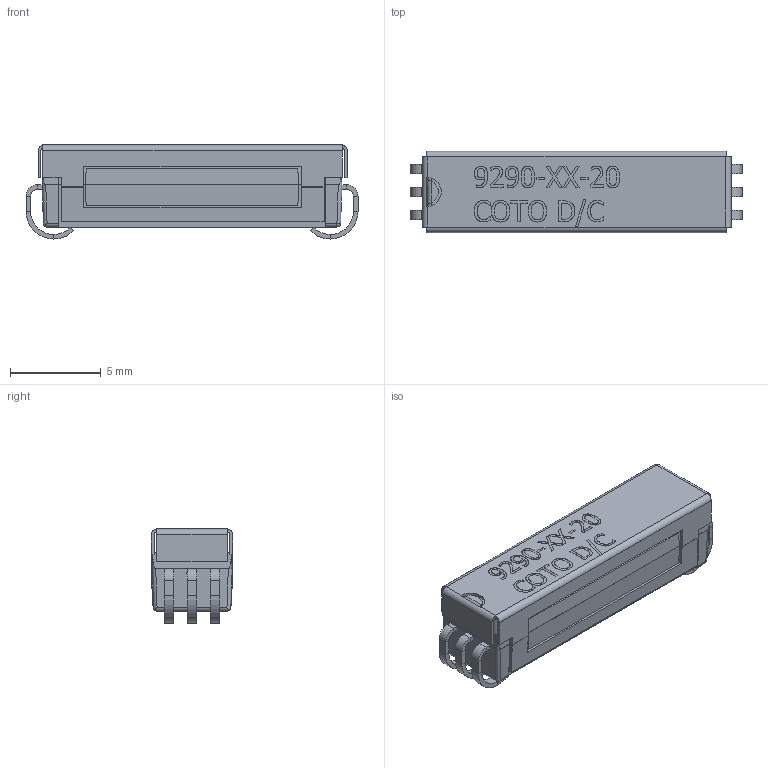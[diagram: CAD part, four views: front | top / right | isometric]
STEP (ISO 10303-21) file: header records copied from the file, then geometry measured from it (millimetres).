
FILE_DESCRIPTION((''),'2;1');
FILE_NAME('9290- J (A).stp','2013-06-05T09:55:44',('odafonseca'),(''),'Autodesk Inventor 2013','Autodesk Inventor 2013','');
FILE_SCHEMA(('AUTOMOTIVE_DESIGN { 1 0 10303 214 1 1 1 1 }'));
Length unit declared in the file: inch
Products named in the file (1): 9290- J (A)
Bounding box: 18.29 x 4.47 x 5.18 mm (x, y, z)
Volume: 320.7 mm3; surface area: 573.1 mm2
Topology: 1 solids, 3 shells, 535 faces, 1433 edges, 910 vertices
Faces by surface type: plane 299, bspline 156, cylinder 74, sphere 6
Full cylindrical faces by diameter (mm): 1.346 x2, 2.286 x2
Entity records: 18344 total; most frequent: CARTESIAN_POINT 5411, ORIENTED_EDGE 2846, DIRECTION 2051, EDGE_CURVE 1423, VECTOR 915, LINE 915, VERTEX_POINT 910, AXIS2_PLACEMENT_3D 568
